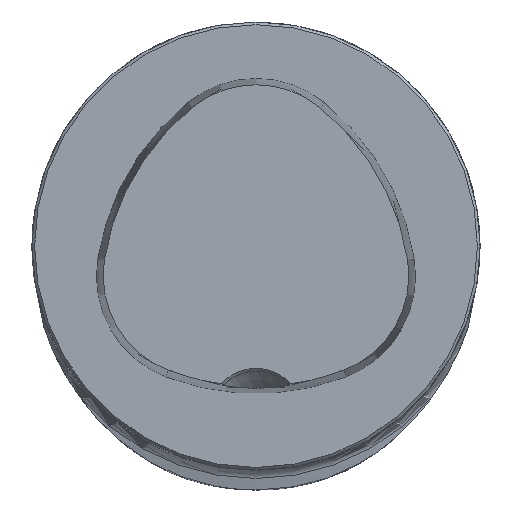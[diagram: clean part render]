
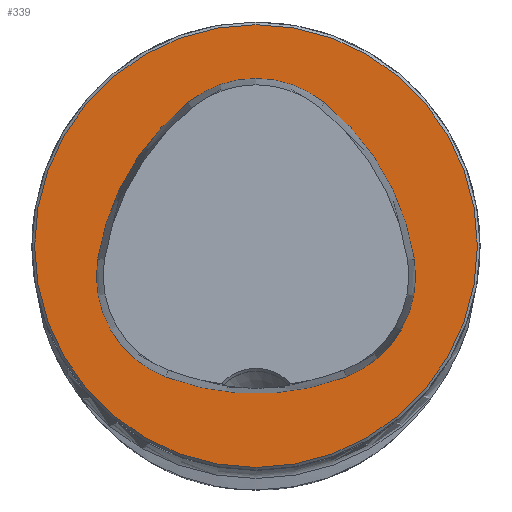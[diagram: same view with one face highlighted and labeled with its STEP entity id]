
A CAD part, top view. The second image highlights one B-rep face of the part: STEP entity #339.
In plain terms, the highlighted planar face has unit normal (0, 0, 1).
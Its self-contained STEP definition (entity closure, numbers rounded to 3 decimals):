
#121=FACE_BOUND('',#657,.T.);
#122=FACE_BOUND('',#658,.T.);
#286=CIRCLE('',#2489,28.075);
#288=CIRCLE('',#2492,28.075);
#289=CIRCLE('',#2493,12.075);
#290=CIRCLE('',#2494,28.075);
#291=CIRCLE('',#2495,12.075);
#292=CIRCLE('',#2496,12.075);
#293=CIRCLE('',#2497,24.7);
#339=ADVANCED_FACE('CU_E_LO_SU_1',(#121,#122),#463,.T.);
#463=PLANE('',#2498);
#657=EDGE_LOOP('',(#972,#973,#974,#975,#976,#977));
#658=EDGE_LOOP('',(#978));
#972=ORIENTED_EDGE('',*,*,#1842,.F.);
#973=ORIENTED_EDGE('',*,*,#1843,.F.);
#974=ORIENTED_EDGE('',*,*,#1844,.F.);
#975=ORIENTED_EDGE('',*,*,#1845,.F.);
#976=ORIENTED_EDGE('',*,*,#1839,.F.);
#977=ORIENTED_EDGE('',*,*,#1846,.F.);
#978=ORIENTED_EDGE('',*,*,#1847,.T.);
#1605=VERTEX_POINT('',#3917);
#1606=VERTEX_POINT('',#3919);
#1608=VERTEX_POINT('',#3925);
#1609=VERTEX_POINT('',#3926);
#1610=VERTEX_POINT('',#3928);
#1611=VERTEX_POINT('',#3930);
#1612=VERTEX_POINT('',#3934);
#1839=EDGE_CURVE('',#1605,#1606,#286,.T.);
#1842=EDGE_CURVE('',#1608,#1609,#288,.T.);
#1843=EDGE_CURVE('',#1610,#1608,#289,.T.);
#1844=EDGE_CURVE('',#1611,#1610,#290,.T.);
#1845=EDGE_CURVE('',#1606,#1611,#291,.T.);
#1846=EDGE_CURVE('',#1609,#1605,#292,.T.);
#1847=EDGE_CURVE('',#1612,#1612,#293,.T.);
#2489=AXIS2_PLACEMENT_3D('',#3918,#2809,#2810);
#2492=AXIS2_PLACEMENT_3D('',#3924,#2816,#2817);
#2493=AXIS2_PLACEMENT_3D('',#3927,#2818,#2819);
#2494=AXIS2_PLACEMENT_3D('',#3929,#2820,#2821);
#2495=AXIS2_PLACEMENT_3D('',#3931,#2822,#2823);
#2496=AXIS2_PLACEMENT_3D('',#3932,#2824,#2825);
#2497=AXIS2_PLACEMENT_3D('',#3933,#2826,#2827);
#2498=AXIS2_PLACEMENT_3D('',#3935,#2828,#2829);
#2809=DIRECTION('',(0.,0.,1.));
#2810=DIRECTION('',(1.,0.,0.));
#2816=DIRECTION('',(0.,0.,1.));
#2817=DIRECTION('',(1.,0.,0.));
#2818=DIRECTION('',(0.,0.,1.));
#2819=DIRECTION('',(1.,0.,0.));
#2820=DIRECTION('',(0.,0.,1.));
#2821=DIRECTION('',(1.,0.,0.));
#2822=DIRECTION('',(0.,0.,1.));
#2823=DIRECTION('',(1.,0.,0.));
#2824=DIRECTION('',(0.,0.,1.));
#2825=DIRECTION('',(1.,0.,0.));
#2826=DIRECTION('',(0.,0.,1.));
#2827=DIRECTION('',(1.,0.,0.));
#2828=DIRECTION('',(0.,0.,1.));
#2829=DIRECTION('',(1.,0.,0.));
#3917=CARTESIAN_POINT('',(-10.05,-14.595,0.));
#3918=CARTESIAN_POINT('',(0.,11.62,0.));
#3919=CARTESIAN_POINT('',(10.05,-14.595,0.));
#3924=CARTESIAN_POINT('',(10.078,-5.807,0.));
#3925=CARTESIAN_POINT('',(-7.606,15.999,0.));
#3926=CARTESIAN_POINT('',(-17.656,-1.443,0.));
#3927=CARTESIAN_POINT('',(0.,6.62,0.));
#3928=CARTESIAN_POINT('',(7.606,15.999,0.));
#3929=CARTESIAN_POINT('',(-10.078,-5.807,0.));
#3930=CARTESIAN_POINT('',(17.656,-1.443,0.));
#3931=CARTESIAN_POINT('',(5.727,-3.32,0.));
#3932=CARTESIAN_POINT('',(-5.727,-3.32,0.));
#3933=CARTESIAN_POINT('',(0.,0.,0.));
#3934=CARTESIAN_POINT('',(24.7,0.,0.));
#3935=CARTESIAN_POINT('',(0.,0.,0.));
